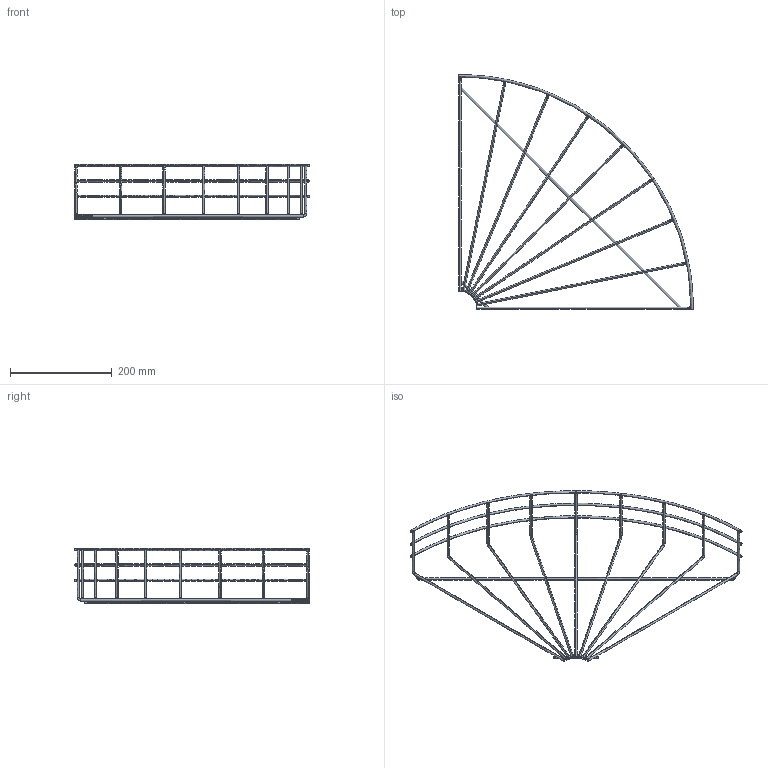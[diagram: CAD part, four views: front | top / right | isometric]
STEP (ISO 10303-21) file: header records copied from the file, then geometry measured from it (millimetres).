
FILE_DESCRIPTION(/* description */ (''),/* implementation_level */ '2;1');
FILE_NAME(/* name */ '6002380',/* time_stamp */ '2013-07-15T16:04:25+02:00',/* author */ (''),/* organization */ (''),/* preprocessor_version */ 'ST-DEVELOPER v15',/* originating_system */ '',/* authorisation */ '');
FILE_SCHEMA (('AUTOMOTIVE_DESIGN'));
Length unit declared in the file: millimetre
Products named in the file (1): Document
Bounding box: 460.36 x 460.36 x 108 mm (x, y, z)
Volume: 49782.4 mm3; surface area: 111079.9 mm2
Topology: 5 solids, 14 shells, 80 faces, 168 edges, 98 vertices
Faces by surface type: bspline 70, plane 10
Entity records: 4872 total; most frequent: CARTESIAN_POINT 3941, ORIENTED_EDGE 300, EDGE_CURVE 168, VERTEX_POINT 98, ADVANCED_FACE 80, FACE_OUTER_BOUND 80, EDGE_LOOP 80, B_SPLINE_CURVE_WITH_KNOTS 26
